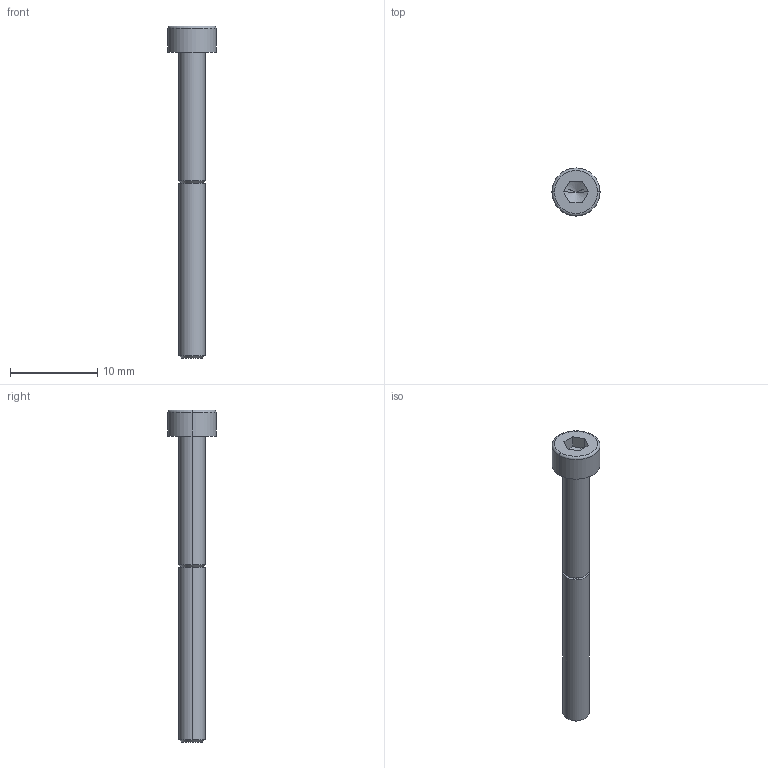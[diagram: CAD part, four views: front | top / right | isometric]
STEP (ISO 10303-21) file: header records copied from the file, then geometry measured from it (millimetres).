
FILE_DESCRIPTION (( 'STEP AP214' ), '1' );
FILE_NAME ('Bolt DIN 912 M3x35.STEP', '2016-03-10T10:58:02', ( '' ), ( '' ), 'SwSTEP 2.0', 'SolidWorks 2016', '' );
FILE_SCHEMA (( 'AUTOMOTIVE_DESIGN' ));
Length unit declared in the file: millimetre
Products named in the file (1): Bolt DIN 912 M3x35
Bounding box: 5.5 x 5.5 x 38 mm (x, y, z)
Volume: 308.9 mm3; surface area: 450.8 mm2
Topology: 2 solids, 2 shells, 25 faces, 52 edges, 31 vertices
Faces by surface type: plane 11, cone 6, cylinder 6, torus 2
Entity records: 713 total; most frequent: CARTESIAN_POINT 141, DIRECTION 116, ORIENTED_EDGE 100, EDGE_CURVE 50, AXIS2_PLACEMENT_3D 46, VERTEX_POINT 31, EDGE_LOOP 27, FACE_OUTER_BOUND 25
